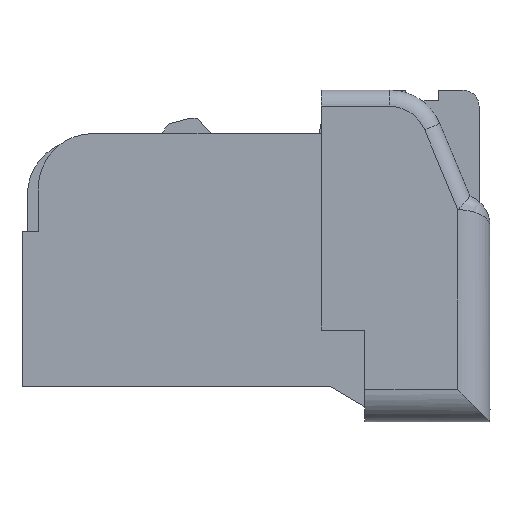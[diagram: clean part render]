
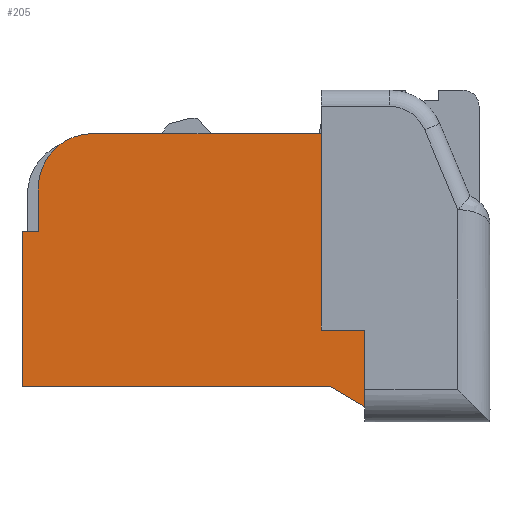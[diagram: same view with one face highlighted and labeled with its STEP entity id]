
A CAD part, left-side view. The second image highlights one B-rep face of the part: STEP entity #205.
In plain terms, the highlighted planar face has unit normal (-1, 0, 0).
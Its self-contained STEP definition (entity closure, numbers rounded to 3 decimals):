
#144=CIRCLE('',#3581,1.);
#205=ADVANCED_FACE('',(#518),#384,.F.);
#384=PLANE('',#3582);
#518=FACE_OUTER_BOUND('',#700,.T.);
#700=EDGE_LOOP('',(#1128,#1129,#1130,#1131,#1132,#1133,#1134,#1135,#1136,
#1137));
#1128=ORIENTED_EDGE('',*,*,#2427,.F.);
#1129=ORIENTED_EDGE('',*,*,#2428,.T.);
#1130=ORIENTED_EDGE('',*,*,#2429,.T.);
#1131=ORIENTED_EDGE('',*,*,#2201,.F.);
#1132=ORIENTED_EDGE('',*,*,#2430,.F.);
#1133=ORIENTED_EDGE('',*,*,#2259,.F.);
#1134=ORIENTED_EDGE('',*,*,#2431,.F.);
#1135=ORIENTED_EDGE('',*,*,#2380,.F.);
#1136=ORIENTED_EDGE('',*,*,#2374,.T.);
#1137=ORIENTED_EDGE('',*,*,#2372,.F.);
#1871=VERTEX_POINT('',#4736);
#1872=VERTEX_POINT('',#4738);
#1924=VERTEX_POINT('',#4852);
#1925=VERTEX_POINT('',#4854);
#2022=VERTEX_POINT('',#5088);
#2023=VERTEX_POINT('',#5090);
#2024=VERTEX_POINT('',#5094);
#2029=VERTEX_POINT('',#5106);
#2064=VERTEX_POINT('',#5195);
#2065=VERTEX_POINT('',#5197);
#2201=EDGE_CURVE('',#1871,#1872,#2707,.T.);
#2259=EDGE_CURVE('',#1924,#1925,#2763,.T.);
#2372=EDGE_CURVE('',#2022,#2023,#2866,.T.);
#2374=EDGE_CURVE('',#2024,#2023,#2868,.T.);
#2380=EDGE_CURVE('',#2024,#2029,#2873,.T.);
#2427=EDGE_CURVE('',#2064,#2022,#2908,.T.);
#2428=EDGE_CURVE('',#2064,#2065,#144,.T.);
#2429=EDGE_CURVE('',#2065,#1872,#2909,.T.);
#2430=EDGE_CURVE('',#1925,#1871,#2910,.T.);
#2431=EDGE_CURVE('',#2029,#1924,#2911,.T.);
#2707=LINE('',#4737,#3121);
#2763=LINE('',#4853,#3177);
#2866=LINE('',#5089,#3280);
#2868=LINE('',#5093,#3282);
#2873=LINE('',#5105,#3287);
#2908=LINE('',#5194,#3322);
#2909=LINE('',#5198,#3323);
#2910=LINE('',#5199,#3324);
#2911=LINE('',#5200,#3325);
#3121=VECTOR('',#3796,1.);
#3177=VECTOR('',#3866,1.);
#3280=VECTOR('',#4019,1.);
#3282=VECTOR('',#4023,1.);
#3287=VECTOR('',#4032,1.);
#3322=VECTOR('',#4105,1.);
#3323=VECTOR('',#4108,1.);
#3324=VECTOR('',#4109,1.);
#3325=VECTOR('',#4110,1.);
#3581=AXIS2_PLACEMENT_3D('',#5196,#4106,#4107);
#3582=AXIS2_PLACEMENT_3D('',#5201,#4111,#4112);
#3796=DIRECTION('',(0.,-1.,0.));
#3866=DIRECTION('',(0.,1.,0.));
#4019=DIRECTION('',(0.,0.,-1.));
#4023=DIRECTION('',(0.,1.,0.));
#4032=DIRECTION('',(0.,0.,-1.));
#4105=DIRECTION('',(0.,-1.,0.));
#4106=DIRECTION('',(-1.,0.,0.));
#4107=DIRECTION('',(0.,0.,-1.));
#4108=DIRECTION('',(0.,0.,-1.));
#4109=DIRECTION('',(0.,0.,1.));
#4110=DIRECTION('',(0.,0.866,0.501));
#4111=DIRECTION('',(1.,0.,0.));
#4112=DIRECTION('',(0.,0.,-1.));
#4736=CARTESIAN_POINT('',(-2.125,8.6,3.5));
#4737=CARTESIAN_POINT('',(-2.125,8.6,3.5));
#4738=CARTESIAN_POINT('',(-2.125,8.3,3.5));
#4852=CARTESIAN_POINT('',(-2.125,2.94,0.65));
#4853=CARTESIAN_POINT('',(-2.125,2.94,0.65));
#4854=CARTESIAN_POINT('',(-2.125,8.6,0.65));
#5088=CARTESIAN_POINT('',(-2.125,3.1,5.3));
#5089=CARTESIAN_POINT('',(-2.125,3.1,0.));
#5090=CARTESIAN_POINT('',(-2.125,3.1,1.69));
#5093=CARTESIAN_POINT('',(-2.125,2.3,1.69));
#5094=CARTESIAN_POINT('',(-2.125,2.3,1.69));
#5105=CARTESIAN_POINT('',(-2.125,2.3,3.5));
#5106=CARTESIAN_POINT('',(-2.125,2.3,0.28));
#5194=CARTESIAN_POINT('',(-2.125,8.3,5.3));
#5195=CARTESIAN_POINT('',(-2.125,7.3,5.3));
#5196=CARTESIAN_POINT('',(-2.125,7.3,4.3));
#5197=CARTESIAN_POINT('',(-2.125,8.3,4.3));
#5198=CARTESIAN_POINT('',(-2.125,8.3,5.3));
#5199=CARTESIAN_POINT('',(-2.125,8.6,0.65));
#5200=CARTESIAN_POINT('',(-2.125,2.3,0.28));
#5201=CARTESIAN_POINT('',(-2.125,0.,0.));
